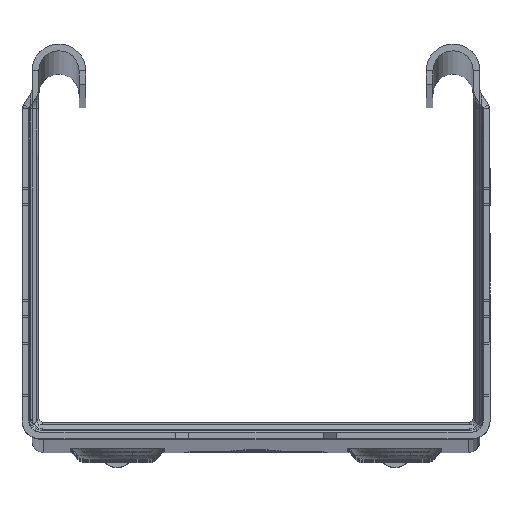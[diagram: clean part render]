
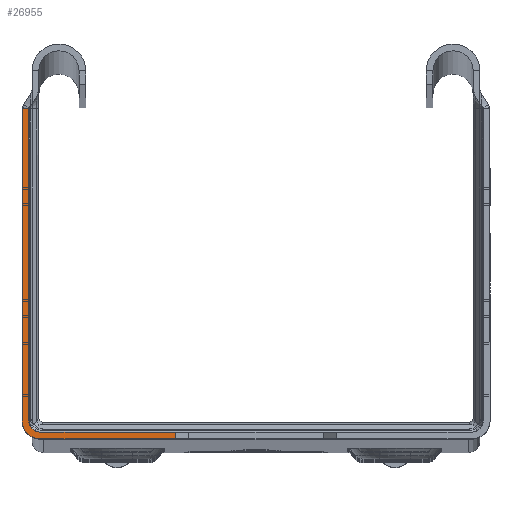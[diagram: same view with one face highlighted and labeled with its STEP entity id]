
A CAD part, top view. The second image highlights one B-rep face of the part: STEP entity #26955.
In plain terms, the highlighted planar face has unit normal (0, 0, 1).
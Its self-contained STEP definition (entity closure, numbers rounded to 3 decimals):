
#52 = DIRECTION ( 'NONE',  ( 0., 1., 0. ) ) ;
#603 = EDGE_CURVE ( 'NONE', #18805, #9650, #11119, .T. ) ;
#1705 = EDGE_CURVE ( 'NONE', #12141, #18805, #5240, .T. ) ;
#1823 = CARTESIAN_POINT ( 'NONE',  ( -48.25, -0.75, 3050. ) ) ;
#1837 = CARTESIAN_POINT ( 'NONE',  ( -18., -3.5, 3050. ) ) ;
#2843 = VERTEX_POINT ( 'NONE', #18160 ) ;
#3092 = VECTOR ( 'NONE', #17253, 1000. ) ;
#3253 = VECTOR ( 'NONE', #11241, 1000. ) ;
#4185 = VERTEX_POINT ( 'NONE', #1823 ) ;
#5240 = CIRCLE ( 'NONE', #23238, 4. ) ;
#5406 = EDGE_LOOP ( 'NONE', ( #7346, #27935, #17701, #25699, #10502, #21000, #22550, #23712 ) ) ;
#6367 = VERTEX_POINT ( 'NONE', #20123 ) ;
#7143 = EDGE_CURVE ( 'NONE', #28514, #24673, #15381, .T. ) ;
#7346 = ORIENTED_EDGE ( 'NONE', *, *, #603, .T. ) ;
#7493 = DIRECTION ( 'NONE',  ( 1., 0., 0. ) ) ;
#8579 = CARTESIAN_POINT ( 'NONE',  ( -50.75, 71.5, 3050. ) ) ;
#8598 = CARTESIAN_POINT ( 'NONE',  ( -52.25, 71.5, 3050. ) ) ;
#8774 = AXIS2_PLACEMENT_3D ( 'NONE', #9703, #14459, #23224 ) ;
#9650 = VERTEX_POINT ( 'NONE', #10684 ) ;
#9703 = CARTESIAN_POINT ( 'NONE',  ( -48.25, 1.75, 3050. ) ) ;
#9766 = AXIS2_PLACEMENT_3D ( 'NONE', #23263, #9910, #25188 ) ;
#9910 = DIRECTION ( 'NONE',  ( 0., 0., -1. ) ) ;
#9999 = CARTESIAN_POINT ( 'NONE',  ( -48.25, 1.75, 3050. ) ) ;
#10386 = EDGE_CURVE ( 'NONE', #9650, #6367, #11339, .T. ) ;
#10502 = ORIENTED_EDGE ( 'NONE', *, *, #26186, .F. ) ;
#10608 = CARTESIAN_POINT ( 'NONE',  ( -52.25, 1.75, 3050. ) ) ;
#10684 = CARTESIAN_POINT ( 'NONE',  ( -18., -2.25, 3050. ) ) ;
#11119 = LINE ( 'NONE', #20316, #25801 ) ;
#11241 = DIRECTION ( 'NONE',  ( 1., 0., 0. ) ) ;
#11339 = LINE ( 'NONE', #1837, #26338 ) ;
#12141 = VERTEX_POINT ( 'NONE', #24638 ) ;
#14459 = DIRECTION ( 'NONE',  ( 0., 0., 1. ) ) ;
#15381 = LINE ( 'NONE', #8579, #3253 ) ;
#15966 = EDGE_CURVE ( 'NONE', #4185, #6367, #20542, .T. ) ;
#16249 = CARTESIAN_POINT ( 'NONE',  ( -50.75, 71.5, 3050. ) ) ;
#16682 = LINE ( 'NONE', #28102, #3092 ) ;
#16824 = CIRCLE ( 'NONE', #8774, 2.5 ) ;
#17253 = DIRECTION ( 'NONE',  ( 0., -1., 0. ) ) ;
#17701 = ORIENTED_EDGE ( 'NONE', *, *, #15966, .F. ) ;
#18160 = CARTESIAN_POINT ( 'NONE',  ( -50.75, 1.75, 3050. ) ) ;
#18805 = VERTEX_POINT ( 'NONE', #24641 ) ;
#19570 = DIRECTION ( 'NONE',  ( 0., 0., 1. ) ) ;
#20123 = CARTESIAN_POINT ( 'NONE',  ( -18., -0.75, 3050. ) ) ;
#20316 = CARTESIAN_POINT ( 'NONE',  ( -48.25, -2.25, 3050. ) ) ;
#20542 = LINE ( 'NONE', #24844, #22609 ) ;
#21000 = ORIENTED_EDGE ( 'NONE', *, *, #7143, .F. ) ;
#21598 = LINE ( 'NONE', #10608, #21937 ) ;
#21937 = VECTOR ( 'NONE', #26619, 1000. ) ;
#22388 = DIRECTION ( 'NONE',  ( 1., 0., 0. ) ) ;
#22550 = ORIENTED_EDGE ( 'NONE', *, *, #23380, .T. ) ;
#22609 = VECTOR ( 'NONE', #27532, 1000. ) ;
#22956 = PLANE ( 'NONE',  #9766 ) ;
#23224 = DIRECTION ( 'NONE',  ( 1., 0., 0. ) ) ;
#23238 = AXIS2_PLACEMENT_3D ( 'NONE', #9999, #19570, #7493 ) ;
#23263 = CARTESIAN_POINT ( 'NONE',  ( -50.75, 1.75, 3050. ) ) ;
#23380 = EDGE_CURVE ( 'NONE', #28514, #12141, #21598, .T. ) ;
#23390 = FACE_OUTER_BOUND ( 'NONE', #5406, .T. ) ;
#23712 = ORIENTED_EDGE ( 'NONE', *, *, #1705, .T. ) ;
#24638 = CARTESIAN_POINT ( 'NONE',  ( -52.25, 1.75, 3050. ) ) ;
#24641 = CARTESIAN_POINT ( 'NONE',  ( -48.25, -2.25, 3050. ) ) ;
#24673 = VERTEX_POINT ( 'NONE', #16249 ) ;
#24772 = EDGE_CURVE ( 'NONE', #2843, #4185, #16824, .T. ) ;
#24844 = CARTESIAN_POINT ( 'NONE',  ( -48.25, -0.75, 3050. ) ) ;
#25188 = DIRECTION ( 'NONE',  ( 0., -1., 0. ) ) ;
#25699 = ORIENTED_EDGE ( 'NONE', *, *, #24772, .F. ) ;
#25801 = VECTOR ( 'NONE', #22388, 1000. ) ;
#26186 = EDGE_CURVE ( 'NONE', #24673, #2843, #16682, .T. ) ;
#26338 = VECTOR ( 'NONE', #52, 1000. ) ;
#26619 = DIRECTION ( 'NONE',  ( 0., -1., 0. ) ) ;
#26955 = ADVANCED_FACE ( 'NONE', ( #23390 ), #22956, .F. ) ;
#27532 = DIRECTION ( 'NONE',  ( 1., 0., 0. ) ) ;
#27935 = ORIENTED_EDGE ( 'NONE', *, *, #10386, .T. ) ;
#28102 = CARTESIAN_POINT ( 'NONE',  ( -50.75, 1.75, 3050. ) ) ;
#28514 = VERTEX_POINT ( 'NONE', #8598 ) ;
